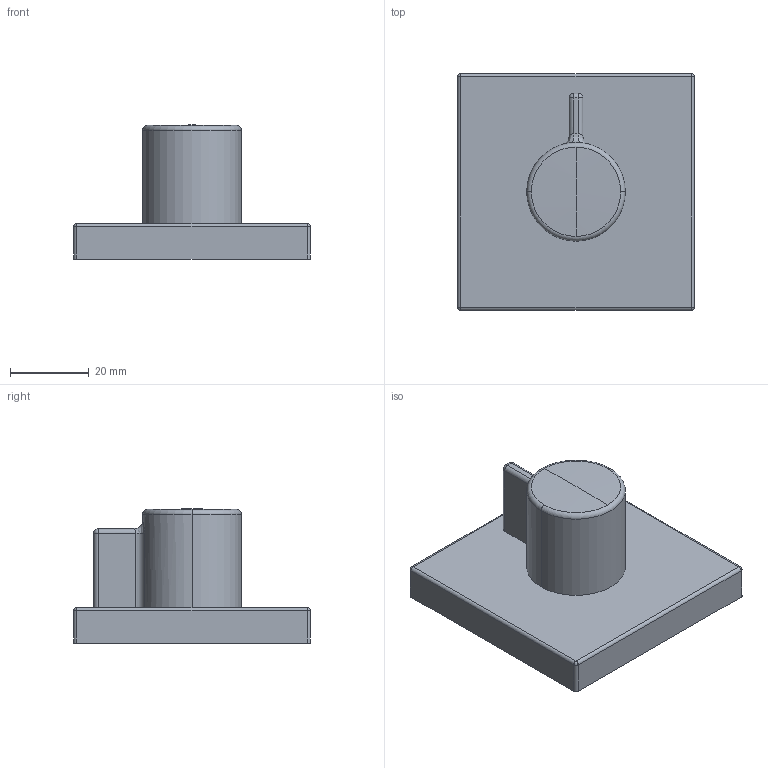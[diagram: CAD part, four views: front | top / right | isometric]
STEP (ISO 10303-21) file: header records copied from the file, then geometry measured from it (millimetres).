
FILE_DESCRIPTION (( 'STEP AP203' ), '1' );
FILE_NAME ('36607985-00.STEP', '2019-09-16T08:41:32', ( '' ), ( '' ), 'SwSTEP 2.0', 'SolidWorks 2017', '' );
FILE_SCHEMA (( 'CONFIG_CONTROL_DESIGN' ));
Length unit declared in the file: millimetre
Products named in the file (3): Planungsmodell_Rosette-+-09.27.98.020.90-01; Planungsmodell_Griff-+-09.20.98.002.94-01_-_K1; 36607985-00
Assembly tree (2 placements, depth 2):
  36607985-00
    Planungsmodell_Rosette-+-09.27.98.020.90-01
    Planungsmodell_Griff-+-09.20.98.002.94-01_-_K1
Bounding box: 60 x 60 x 34 mm (x, y, z)
Volume: 45460.7 mm3; surface area: 12691.3 mm2
Topology: 2 solids, 2 shells, 41 faces, 92 edges, 51 vertices
Faces by surface type: cylinder 17, plane 10, sphere 8, torus 3, bspline 3
Entity records: 1537 total; most frequent: CARTESIAN_POINT 338, DIRECTION 213, ORIENTED_EDGE 176, EDGE_CURVE 88, AXIS2_PLACEMENT_3D 88, VERTEX_POINT 51, CIRCLE 45, EDGE_LOOP 41
